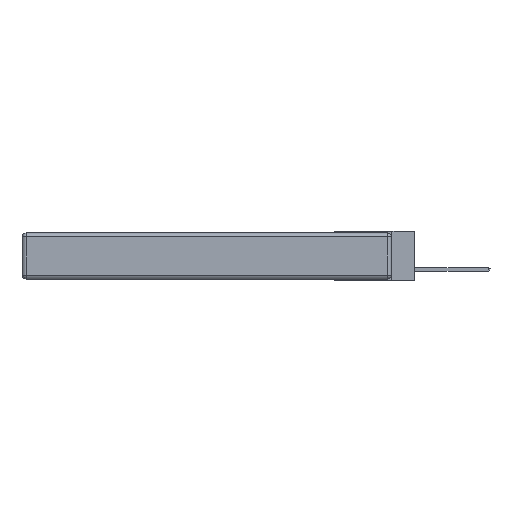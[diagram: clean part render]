
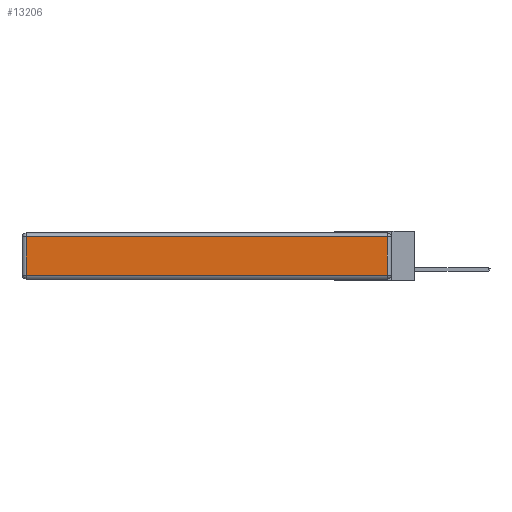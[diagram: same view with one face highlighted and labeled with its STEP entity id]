
A CAD part, left-side view. The second image highlights one B-rep face of the part: STEP entity #13206.
In plain terms, the highlighted planar face has unit normal (-1, 0, 0).
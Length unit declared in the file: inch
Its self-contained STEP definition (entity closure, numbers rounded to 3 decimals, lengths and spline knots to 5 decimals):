
#460 = EDGE_CURVE ( 'NONE', #15491, #2822, #14206, .T. ) ;
#763 = DIRECTION ( 'NONE',  ( -1., 0., 0. ) ) ;
#1722 = VECTOR ( 'NONE', #15087, 39.37008 ) ;
#2079 = LINE ( 'NONE', #3537, #6960 ) ;
#2822 = VERTEX_POINT ( 'NONE', #11099 ) ;
#3138 = ORIENTED_EDGE ( 'NONE', *, *, #460, .T. ) ;
#3260 = EDGE_CURVE ( 'NONE', #2822, #12139, #2079, .T. ) ;
#3537 = CARTESIAN_POINT ( 'NONE',  ( 0., 2.72, -0.343 ) ) ;
#4427 = DIRECTION ( 'NONE',  ( 0., 0., -1. ) ) ;
#4499 = DIRECTION ( 'NONE',  ( 0., 0., 1. ) ) ;
#4752 = PLANE ( 'NONE',  #15235 ) ;
#5207 = LINE ( 'NONE', #13759, #1722 ) ;
#6212 = VECTOR ( 'NONE', #11028, 39.37008 ) ;
#6856 = CARTESIAN_POINT ( 'NONE',  ( 0., 2.75, -0.03 ) ) ;
#6960 = VECTOR ( 'NONE', #4427, 39.37008 ) ;
#7435 = CARTESIAN_POINT ( 'NONE',  ( 0., 0., -0.343 ) ) ;
#9115 = CARTESIAN_POINT ( 'NONE',  ( 0., 2.72, -0.313 ) ) ;
#9499 = LINE ( 'NONE', #11105, #12572 ) ;
#9686 = ORIENTED_EDGE ( 'NONE', *, *, #3260, .T. ) ;
#9997 = CARTESIAN_POINT ( 'NONE',  ( 0., 0.03, -0.313 ) ) ;
#11028 = DIRECTION ( 'NONE',  ( 0., 1., 0. ) ) ;
#11099 = CARTESIAN_POINT ( 'NONE',  ( 0., 2.72, -0.03 ) ) ;
#11105 = CARTESIAN_POINT ( 'NONE',  ( 0., 0.03, -0.343 ) ) ;
#11471 = VERTEX_POINT ( 'NONE', #9997 ) ;
#12139 = VERTEX_POINT ( 'NONE', #9115 ) ;
#12572 = VECTOR ( 'NONE', #4499, 39.37008 ) ;
#12749 = EDGE_LOOP ( 'NONE', ( #14417, #13119, #3138, #9686 ) ) ;
#13119 = ORIENTED_EDGE ( 'NONE', *, *, #15452, .T. ) ;
#13206 = ADVANCED_FACE ( 'NONE', ( #16761 ), #4752, .T. ) ;
#13759 = CARTESIAN_POINT ( 'NONE',  ( 0., 0., -0.313 ) ) ;
#14206 = LINE ( 'NONE', #6856, #6212 ) ;
#14417 = ORIENTED_EDGE ( 'NONE', *, *, #16870, .T. ) ;
#15087 = DIRECTION ( 'NONE',  ( 0., -1., 0. ) ) ;
#15235 = AXIS2_PLACEMENT_3D ( 'NONE', #7435, #763, #16525 ) ;
#15452 = EDGE_CURVE ( 'NONE', #11471, #15491, #9499, .T. ) ;
#15491 = VERTEX_POINT ( 'NONE', #16439 ) ;
#16439 = CARTESIAN_POINT ( 'NONE',  ( 0., 0.03, -0.03 ) ) ;
#16525 = DIRECTION ( 'NONE',  ( 0., 0., 1. ) ) ;
#16761 = FACE_OUTER_BOUND ( 'NONE', #12749, .T. ) ;
#16870 = EDGE_CURVE ( 'NONE', #12139, #11471, #5207, .T. ) ;
